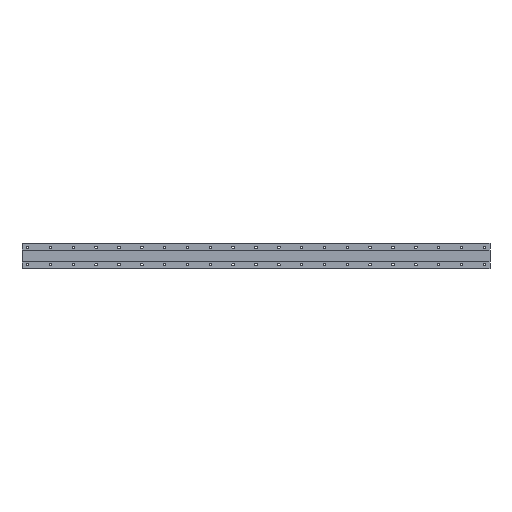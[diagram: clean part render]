
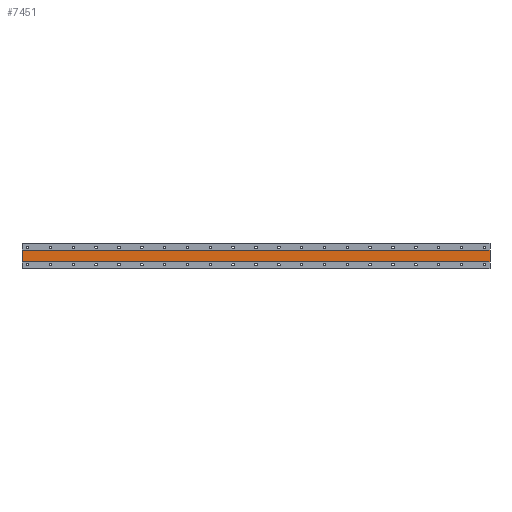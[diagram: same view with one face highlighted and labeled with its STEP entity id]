
A CAD part, front view. The second image highlights one B-rep face of the part: STEP entity #7451.
In plain terms, the highlighted planar face has unit normal (0, -1, 0).
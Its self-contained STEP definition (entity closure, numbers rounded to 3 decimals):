
#67 = VERTEX_POINT ( 'NONE', #3326 ) ;
#83 = VECTOR ( 'NONE', #4697, 1000. ) ;
#225 = LINE ( 'NONE', #2668, #312 ) ;
#312 = VECTOR ( 'NONE', #4900, 1000. ) ;
#497 = FACE_OUTER_BOUND ( 'NONE', #3619, .T. ) ;
#499 = VERTEX_POINT ( 'NONE', #1752 ) ;
#777 = EDGE_CURVE ( 'NONE', #499, #6980, #225, .T. ) ;
#1134 = VERTEX_POINT ( 'NONE', #6654 ) ;
#1144 = DIRECTION ( 'NONE',  ( 0., 0., 1. ) ) ;
#1337 = CARTESIAN_POINT ( 'NONE',  ( 1620., 1., 20. ) ) ;
#1750 = DIRECTION ( 'NONE',  ( 0., 0., 1. ) ) ;
#1752 = CARTESIAN_POINT ( 'NONE',  ( 1620., 1., 20. ) ) ;
#2176 = DIRECTION ( 'NONE',  ( 1., 0., 0. ) ) ;
#2388 = CARTESIAN_POINT ( 'NONE',  ( 1620., 1., -20. ) ) ;
#2497 = AXIS2_PLACEMENT_3D ( 'NONE', #6430, #7047, #1144 ) ;
#2525 = ORIENTED_EDGE ( 'NONE', *, *, #3648, .F. ) ;
#2668 = CARTESIAN_POINT ( 'NONE',  ( 1620., 1., 20. ) ) ;
#2793 = PLANE ( 'NONE',  #2497 ) ;
#3326 = CARTESIAN_POINT ( 'NONE',  ( -20., 1., 20. ) ) ;
#3405 = ORIENTED_EDGE ( 'NONE', *, *, #3892, .F. ) ;
#3619 = EDGE_LOOP ( 'NONE', ( #2525, #3712, #4109, #3405 ) ) ;
#3648 = EDGE_CURVE ( 'NONE', #6980, #1134, #5265, .T. ) ;
#3712 = ORIENTED_EDGE ( 'NONE', *, *, #777, .F. ) ;
#3790 = EDGE_CURVE ( 'NONE', #67, #499, #4227, .T. ) ;
#3892 = EDGE_CURVE ( 'NONE', #1134, #67, #7534, .T. ) ;
#4109 = ORIENTED_EDGE ( 'NONE', *, *, #3790, .F. ) ;
#4227 = LINE ( 'NONE', #1337, #5381 ) ;
#4697 = DIRECTION ( 'NONE',  ( -1., 0., 0. ) ) ;
#4900 = DIRECTION ( 'NONE',  ( 0., 0., -1. ) ) ;
#5162 = CARTESIAN_POINT ( 'NONE',  ( -20., 1., 20. ) ) ;
#5265 = LINE ( 'NONE', #7624, #83 ) ;
#5381 = VECTOR ( 'NONE', #2176, 1000. ) ;
#5633 = VECTOR ( 'NONE', #1750, 1000. ) ;
#6430 = CARTESIAN_POINT ( 'NONE',  ( 1620., 1., 20. ) ) ;
#6654 = CARTESIAN_POINT ( 'NONE',  ( -20., 1., -20. ) ) ;
#6980 = VERTEX_POINT ( 'NONE', #2388 ) ;
#7047 = DIRECTION ( 'NONE',  ( 0., 1., 0. ) ) ;
#7451 = ADVANCED_FACE ( 'NONE', ( #497 ), #2793, .F. ) ;
#7534 = LINE ( 'NONE', #5162, #5633 ) ;
#7624 = CARTESIAN_POINT ( 'NONE',  ( 1620., 1., -20. ) ) ;
